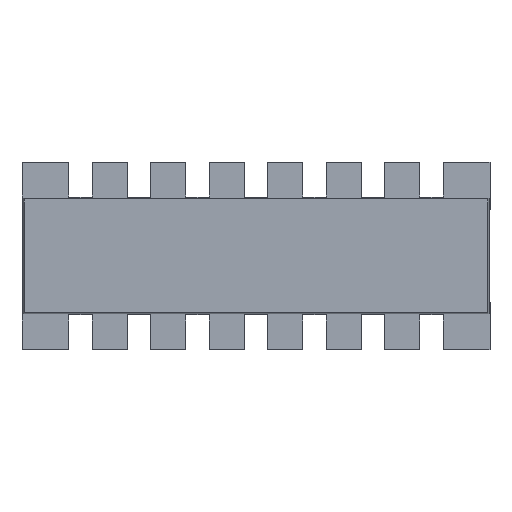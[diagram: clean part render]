
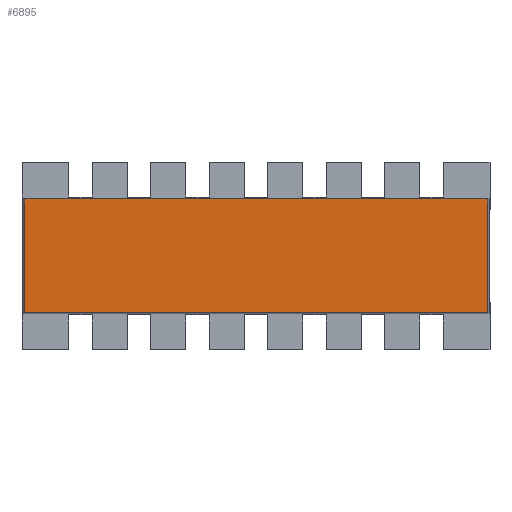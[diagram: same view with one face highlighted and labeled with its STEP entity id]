
A CAD part, top view. The second image highlights one B-rep face of the part: STEP entity #6895.
In plain terms, the highlighted planar face has unit normal (0, 0, 1).
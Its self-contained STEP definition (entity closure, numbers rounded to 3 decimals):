
#711 = VERTEX_POINT ( 'NONE', #2104 ) ;
#838 = CARTESIAN_POINT ( 'NONE',  ( 1.982, 0.487, 0.45 ) ) ;
#843 = DIRECTION ( 'NONE',  ( 1., 0., 0. ) ) ;
#1143 = LINE ( 'NONE', #12327, #5964 ) ;
#1187 = DIRECTION ( 'NONE',  ( 0., -1., 0. ) ) ;
#1544 = LINE ( 'NONE', #1817, #11449 ) ;
#1691 = ORIENTED_EDGE ( 'NONE', *, *, #10841, .T. ) ;
#1817 = CARTESIAN_POINT ( 'NONE',  ( -1.99, 0.487, 0.45 ) ) ;
#2104 = CARTESIAN_POINT ( 'NONE',  ( 1.982, -0.487, 0.45 ) ) ;
#2213 = LINE ( 'NONE', #7890, #4767 ) ;
#2243 = VECTOR ( 'NONE', #9240, 1000. ) ;
#2273 = CARTESIAN_POINT ( 'NONE',  ( -1.982, -0.487, 0.45 ) ) ;
#2452 = VERTEX_POINT ( 'NONE', #838 ) ;
#2520 = CARTESIAN_POINT ( 'NONE',  ( 1.982, 0.495, 0.45 ) ) ;
#2722 = CARTESIAN_POINT ( 'NONE',  ( -1.982, 0.487, 0.45 ) ) ;
#2766 = DIRECTION ( 'NONE',  ( -1., 0., 0. ) ) ;
#3959 = EDGE_LOOP ( 'NONE', ( #5513, #1691, #12187, #5357 ) ) ;
#4313 = AXIS2_PLACEMENT_3D ( 'NONE', #11162, #5404, #12118 ) ;
#4330 = EDGE_CURVE ( 'NONE', #6991, #5626, #2213, .T. ) ;
#4767 = VECTOR ( 'NONE', #1187, 1000. ) ;
#5357 = ORIENTED_EDGE ( 'NONE', *, *, #9534, .T. ) ;
#5404 = DIRECTION ( 'NONE',  ( 0., 0., 1. ) ) ;
#5513 = ORIENTED_EDGE ( 'NONE', *, *, #4330, .T. ) ;
#5626 = VERTEX_POINT ( 'NONE', #2273 ) ;
#5964 = VECTOR ( 'NONE', #843, 1000. ) ;
#6341 = PLANE ( 'NONE',  #4313 ) ;
#6895 = ADVANCED_FACE ( 'NONE', ( #7109 ), #6341, .T. ) ;
#6991 = VERTEX_POINT ( 'NONE', #2722 ) ;
#7109 = FACE_OUTER_BOUND ( 'NONE', #3959, .T. ) ;
#7890 = CARTESIAN_POINT ( 'NONE',  ( -1.982, 0.495, 0.45 ) ) ;
#7941 = EDGE_CURVE ( 'NONE', #711, #2452, #9597, .T. ) ;
#9240 = DIRECTION ( 'NONE',  ( 0., 1., 0. ) ) ;
#9534 = EDGE_CURVE ( 'NONE', #2452, #6991, #1544, .T. ) ;
#9597 = LINE ( 'NONE', #2520, #2243 ) ;
#10841 = EDGE_CURVE ( 'NONE', #5626, #711, #1143, .T. ) ;
#11162 = CARTESIAN_POINT ( 'NONE',  ( -1.99, -0.495, 0.45 ) ) ;
#11449 = VECTOR ( 'NONE', #2766, 1000. ) ;
#12118 = DIRECTION ( 'NONE',  ( 1., 0., 0. ) ) ;
#12187 = ORIENTED_EDGE ( 'NONE', *, *, #7941, .T. ) ;
#12327 = CARTESIAN_POINT ( 'NONE',  ( -1.99, -0.487, 0.45 ) ) ;
